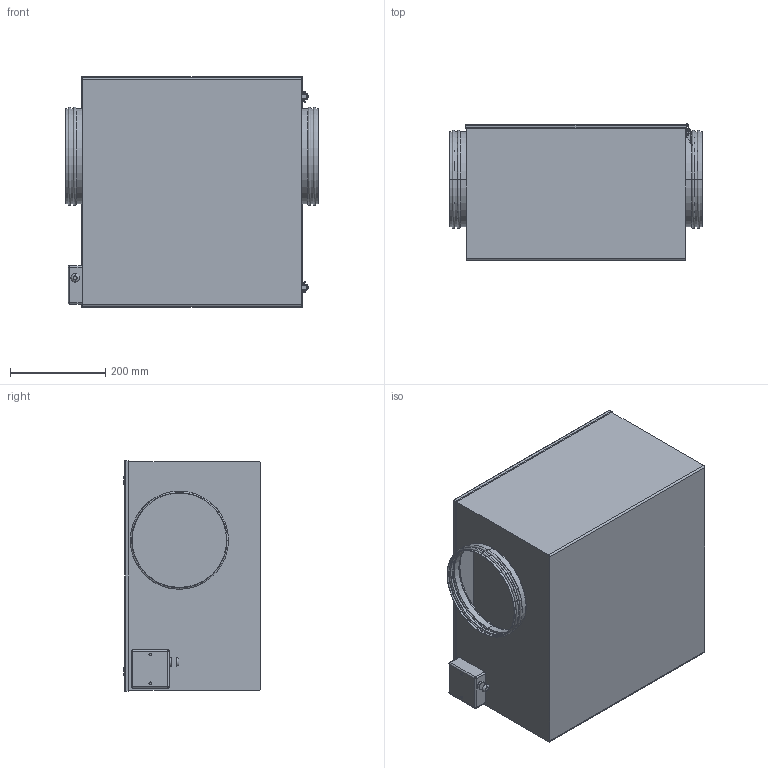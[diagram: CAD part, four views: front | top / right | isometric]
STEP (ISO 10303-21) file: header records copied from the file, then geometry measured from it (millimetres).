
FILE_DESCRIPTION (( 'STEP AP214' ), '1' );
FILE_NAME ('ESR_20-2_S.STEP', '2009-09-04T02:55:22', ( 'Wolfgang Schmidt' ), ( 'WS-KO' ), 'SwSTEP 2.0', 'SolidWorks 2008', '' );
FILE_SCHEMA (( 'AUTOMOTIVE_DESIGN' ));
Length unit declared in the file: millimetre
Products named in the file (1): ESR_20-2_S
Bounding box: 530 x 287.11 x 483 mm (x, y, z)
Volume: 5431369.9 mm3; surface area: 2710557.4 mm2
Topology: 12 solids, 12 shells, 343 faces, 836 edges, 524 vertices
Faces by surface type: cylinder 166, plane 131, torus 42, sphere 4
Entity records: 14159 total; most frequent: CARTESIAN_POINT 1956, DIRECTION 1842, ORIENTED_EDGE 1664, EDGE_CURVE 832, AXIS2_PLACEMENT_3D 714, VERTEX_POINT 524, VECTOR 414, LINE 414
